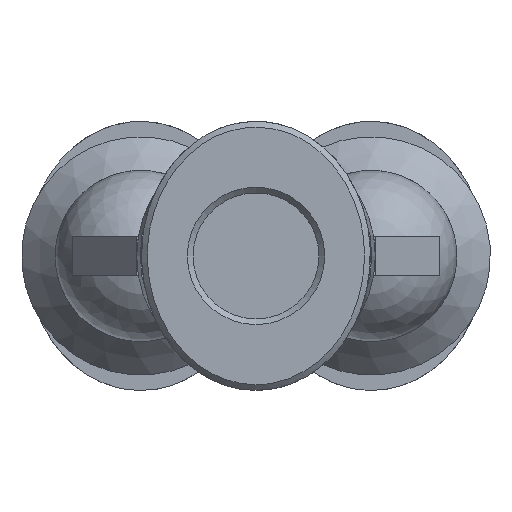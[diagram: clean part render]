
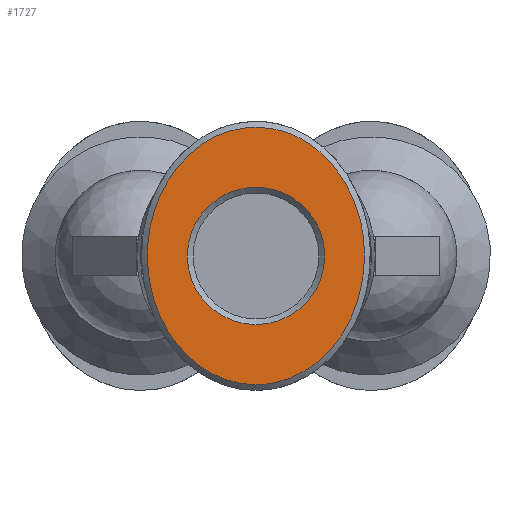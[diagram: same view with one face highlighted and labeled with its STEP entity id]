
A CAD part, front view. The second image highlights one B-rep face of the part: STEP entity #1727.
In plain terms, the highlighted face is planar.
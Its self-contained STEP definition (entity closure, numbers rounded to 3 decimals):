
#1660=CARTESIAN_POINT('',(6.7,5.,0.));
#1661=VERTEX_POINT('',#1660);
#1688=CARTESIAN_POINT('',(6.701,5.,0.));
#1689=CARTESIAN_POINT('',(6.702,5.,0.836));
#1690=CARTESIAN_POINT('',(6.252,5.,2.512));
#1691=CARTESIAN_POINT('',(4.341,5.,4.556));
#1692=CARTESIAN_POINT('',(1.558,5.,5.691));
#1693=CARTESIAN_POINT('',(-2.605,5.,5.717));
#1694=CARTESIAN_POINT('',(-6.337,5.,3.162));
#1695=CARTESIAN_POINT('',(-6.912,5.,-0.307));
#1696=CARTESIAN_POINT('',(-5.768,5.,-3.555));
#1697=CARTESIAN_POINT('',(-1.727,5.,-6.315));
#1698=CARTESIAN_POINT('',(3.725,5.,-5.254));
#1699=CARTESIAN_POINT('',(6.246,5.,-2.506));
#1700=CARTESIAN_POINT('',(6.7,5.,-0.837));
#1701=CARTESIAN_POINT('',(6.701,5.,0.));
#1702=B_SPLINE_CURVE_WITH_KNOTS('',3,(#1688,#1689,#1690,#1691,#1692,#1693,#1694,#1695,#1696,#1697,#1698,#1699,#1700,#1701),.UNSPECIFIED.,.T.,.U.,(4,1,1,1,1,1,1,1,1,1,1,4),(-3.142,-2.693,-2.244,-1.795,-1.346,-0.449,0.15,0.449,1.346,2.244,2.693,3.142),.UNSPECIFIED.);
#1703=EDGE_CURVE('',#1661,#1661,#1702,.T.);
#1708=CARTESIAN_POINT('',(0.,5.0,0.));
#1709=DIRECTION('',(0.0,-1.0,0.0));
#1710=DIRECTION('',(0.0,0.0,-1.0));
#1711=AXIS2_PLACEMENT_3D('',#1708,#1709,#1710);
#1712=PLANE('',#1711);
#1713=ORIENTED_EDGE('',*,*,#1703,.F.);
#1714=EDGE_LOOP('',(#1713));
#1715=FACE_OUTER_BOUND('',#1714,.T.);
#1716=CARTESIAN_POINT('',(3.575,5.,0.));
#1717=VERTEX_POINT('',#1716);
#1718=CARTESIAN_POINT('',(0.,5.0,0.0));
#1719=DIRECTION('',(0.0,1.0,0.0));
#1720=DIRECTION('',(-1.0,0.0,0.0));
#1721=AXIS2_PLACEMENT_3D('',#1718,#1719,#1720);
#1722=CIRCLE('',#1721,3.575);
#1723=EDGE_CURVE('',#1717,#1717,#1722,.T.);
#1724=ORIENTED_EDGE('',*,*,#1723,.F.);
#1725=EDGE_LOOP('',(#1724));
#1726=FACE_BOUND('',#1725,.T.);
#1727=ADVANCED_FACE('',(#1715,#1726),#1712,.F.);
